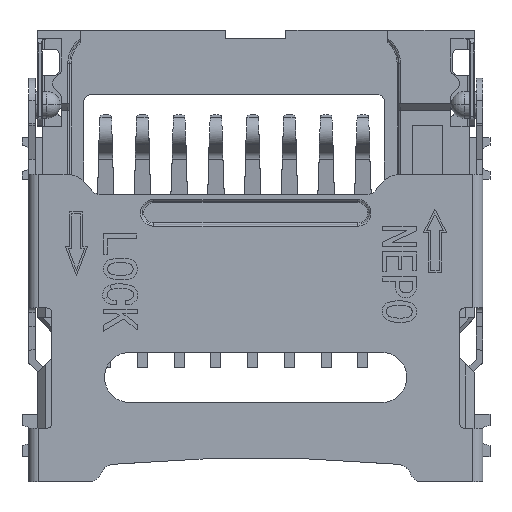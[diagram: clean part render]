
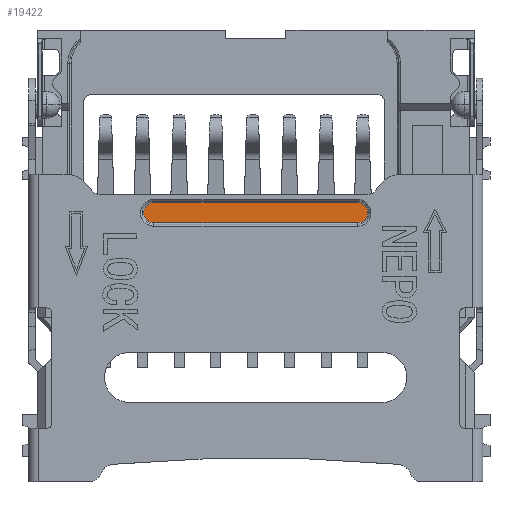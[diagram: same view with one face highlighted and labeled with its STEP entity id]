
A CAD part, top view. The second image highlights one B-rep face of the part: STEP entity #19422.
In plain terms, the highlighted planar face has unit normal (0, 0, 1).
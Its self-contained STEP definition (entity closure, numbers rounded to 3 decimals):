
#315 = DIRECTION ( 'NONE',  ( 0., 0., 1. ) ) ;
#388 = LINE ( 'NONE', #32877, #12323 ) ;
#1221 = CARTESIAN_POINT ( 'NONE',  ( 3.05, 2.75, -0.1 ) ) ;
#3410 = ORIENTED_EDGE ( 'NONE', *, *, #37513, .T. ) ;
#3640 = VERTEX_POINT ( 'NONE', #1221 ) ;
#4085 = DIRECTION ( 'NONE',  ( 1., 0., 0. ) ) ;
#4702 = CARTESIAN_POINT ( 'NONE',  ( -3.05, 2.75, -0.1 ) ) ;
#6038 = CARTESIAN_POINT ( 'NONE',  ( -3.05, 3.35, -0.1 ) ) ;
#9935 = DIRECTION ( 'NONE',  ( -1., 0., 0. ) ) ;
#10566 = CIRCLE ( 'NONE', #31976, 0.3 ) ;
#11570 = ORIENTED_EDGE ( 'NONE', *, *, #30554, .T. ) ;
#11924 = ORIENTED_EDGE ( 'NONE', *, *, #31672, .T. ) ;
#12323 = VECTOR ( 'NONE', #12371, 1000. ) ;
#12371 = DIRECTION ( 'NONE',  ( 1., 0., 0. ) ) ;
#12491 = CARTESIAN_POINT ( 'NONE',  ( 3.05, 3.05, -0.1 ) ) ;
#12591 = VERTEX_POINT ( 'NONE', #4702 ) ;
#13022 = CIRCLE ( 'NONE', #38832, 0.3 ) ;
#13117 = PLANE ( 'NONE',  #13915 ) ;
#13659 = VERTEX_POINT ( 'NONE', #17901 ) ;
#13915 = AXIS2_PLACEMENT_3D ( 'NONE', #37162, #19201, #16464 ) ;
#16230 = DIRECTION ( 'NONE',  ( 0., 0., 1. ) ) ;
#16286 = CIRCLE ( 'NONE', #38330, 0.3 ) ;
#16464 = DIRECTION ( 'NONE',  ( 1., 0., 0. ) ) ;
#17331 = VERTEX_POINT ( 'NONE', #25445 ) ;
#17901 = CARTESIAN_POINT ( 'NONE',  ( 3.05, 3.35, -0.1 ) ) ;
#19037 = DIRECTION ( 'NONE',  ( 0., 0., 1. ) ) ;
#19201 = DIRECTION ( 'NONE',  ( 0., 0., 1. ) ) ;
#19387 = VECTOR ( 'NONE', #9935, 1000. ) ;
#19422 = ADVANCED_FACE ( 'NONE', ( #25708 ), #13117, .T. ) ;
#21858 = EDGE_CURVE ( 'NONE', #35474, #12591, #13022, .T. ) ;
#24487 = CARTESIAN_POINT ( 'NONE',  ( -3.05, 3.35, -0.1 ) ) ;
#24740 = CARTESIAN_POINT ( 'NONE',  ( -3.05, 3.05, -0.1 ) ) ;
#25445 = CARTESIAN_POINT ( 'NONE',  ( 3.35, 3.05, -0.1 ) ) ;
#25493 = ORIENTED_EDGE ( 'NONE', *, *, #31601, .T. ) ;
#25708 = FACE_OUTER_BOUND ( 'NONE', #37223, .T. ) ;
#27067 = DIRECTION ( 'NONE',  ( 1., 0., 0. ) ) ;
#27845 = CARTESIAN_POINT ( 'NONE',  ( 3.05, 3.05, -0.1 ) ) ;
#30554 = EDGE_CURVE ( 'NONE', #3640, #17331, #16286, .T. ) ;
#30747 = ORIENTED_EDGE ( 'NONE', *, *, #21858, .T. ) ;
#31403 = DIRECTION ( 'NONE',  ( 1., 0., 0. ) ) ;
#31601 = EDGE_CURVE ( 'NONE', #13659, #35474, #35958, .T. ) ;
#31672 = EDGE_CURVE ( 'NONE', #17331, #13659, #10566, .T. ) ;
#31976 = AXIS2_PLACEMENT_3D ( 'NONE', #12491, #315, #27067 ) ;
#32877 = CARTESIAN_POINT ( 'NONE',  ( -3.05, 2.75, -0.1 ) ) ;
#35474 = VERTEX_POINT ( 'NONE', #6038 ) ;
#35958 = LINE ( 'NONE', #24487, #19387 ) ;
#37162 = CARTESIAN_POINT ( 'NONE',  ( -3.05, 3.05, -0.1 ) ) ;
#37223 = EDGE_LOOP ( 'NONE', ( #3410, #11570, #11924, #25493, #30747 ) ) ;
#37513 = EDGE_CURVE ( 'NONE', #12591, #3640, #388, .T. ) ;
#38330 = AXIS2_PLACEMENT_3D ( 'NONE', #27845, #16230, #31403 ) ;
#38832 = AXIS2_PLACEMENT_3D ( 'NONE', #24740, #19037, #4085 ) ;
